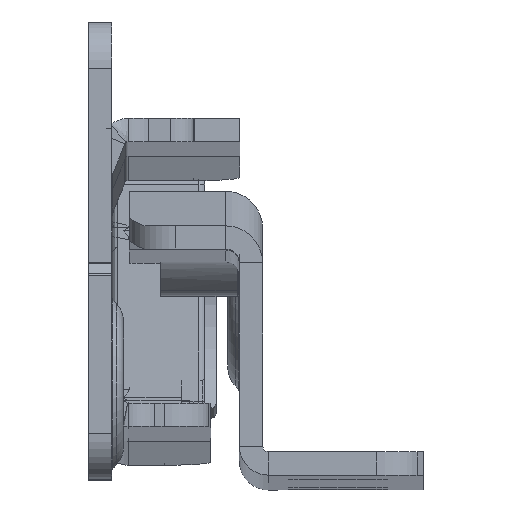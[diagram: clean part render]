
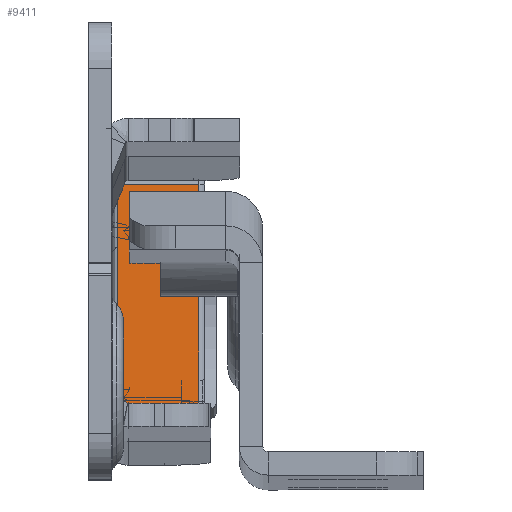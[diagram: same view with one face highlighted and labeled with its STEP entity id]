
A CAD part, top view. The second image highlights one B-rep face of the part: STEP entity #9411.
In plain terms, the highlighted face is planar.
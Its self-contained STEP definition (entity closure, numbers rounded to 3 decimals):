
#925 = DIRECTION ( 'NONE',  ( 0., -1., 0. ) ) ;
#1568 = CARTESIAN_POINT ( 'NONE',  ( 0., 11., 8. ) ) ;
#1871 = EDGE_LOOP ( 'NONE', ( #11103, #5239, #3513, #11273 ) ) ;
#1912 = CARTESIAN_POINT ( 'NONE',  ( 0., -11., 8. ) ) ;
#1993 = LINE ( 'NONE', #11367, #4275 ) ;
#2846 = PLANE ( 'NONE',  #3051 ) ;
#3051 = AXIS2_PLACEMENT_3D ( 'NONE', #1912, #8874, #8813 ) ;
#3063 = EDGE_CURVE ( 'NONE', #10752, #11176, #1993, .T. ) ;
#3513 = ORIENTED_EDGE ( 'NONE', *, *, #7942, .F. ) ;
#4275 = VECTOR ( 'NONE', #7426, 1000. ) ;
#5239 = ORIENTED_EDGE ( 'NONE', *, *, #10629, .T. ) ;
#5434 = CARTESIAN_POINT ( 'NONE',  ( 0., 11., 7.5 ) ) ;
#6209 = CARTESIAN_POINT ( 'NONE',  ( 0., -11., 8. ) ) ;
#7199 = VERTEX_POINT ( 'NONE', #11613 ) ;
#7375 = LINE ( 'NONE', #6209, #10871 ) ;
#7426 = DIRECTION ( 'NONE',  ( 0., 1., 0. ) ) ;
#7526 = LINE ( 'NONE', #1568, #7820 ) ;
#7820 = VECTOR ( 'NONE', #8598, 1000. ) ;
#7886 = CARTESIAN_POINT ( 'NONE',  ( 0., -11., 0.5 ) ) ;
#7942 = EDGE_CURVE ( 'NONE', #10752, #7199, #7375, .T. ) ;
#7956 = VERTEX_POINT ( 'NONE', #11452 ) ;
#8598 = DIRECTION ( 'NONE',  ( 0., 0., -1. ) ) ;
#8813 = DIRECTION ( 'NONE',  ( 0., 0., 1. ) ) ;
#8874 = DIRECTION ( 'NONE',  ( -1., 0., 0. ) ) ;
#9411 = ADVANCED_FACE ( 'NONE', ( #10800 ), #2846, .T. ) ;
#10523 = CARTESIAN_POINT ( 'NONE',  ( 0., -11., 7.5 ) ) ;
#10629 = EDGE_CURVE ( 'NONE', #7956, #7199, #11521, .T. ) ;
#10752 = VERTEX_POINT ( 'NONE', #10523 ) ;
#10800 = FACE_OUTER_BOUND ( 'NONE', #1871, .T. ) ;
#10871 = VECTOR ( 'NONE', #11384, 1000. ) ;
#11103 = ORIENTED_EDGE ( 'NONE', *, *, #11319, .T. ) ;
#11176 = VERTEX_POINT ( 'NONE', #5434 ) ;
#11273 = ORIENTED_EDGE ( 'NONE', *, *, #3063, .T. ) ;
#11319 = EDGE_CURVE ( 'NONE', #11176, #7956, #7526, .T. ) ;
#11358 = VECTOR ( 'NONE', #925, 1000. ) ;
#11367 = CARTESIAN_POINT ( 'NONE',  ( 0., -11., 7.5 ) ) ;
#11384 = DIRECTION ( 'NONE',  ( 0., 0., -1. ) ) ;
#11452 = CARTESIAN_POINT ( 'NONE',  ( 0., 11., 0.5 ) ) ;
#11521 = LINE ( 'NONE', #7886, #11358 ) ;
#11613 = CARTESIAN_POINT ( 'NONE',  ( 0., -11., 0.5 ) ) ;
